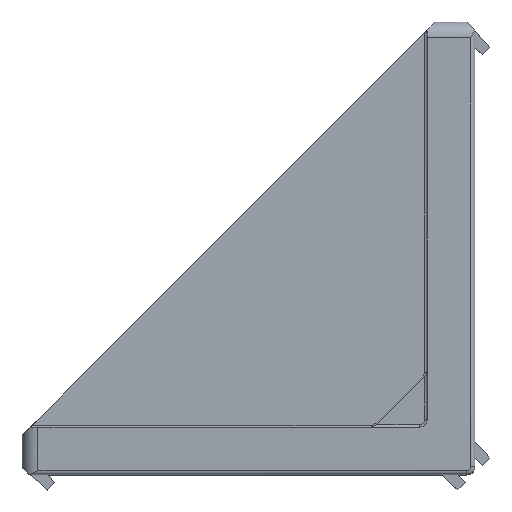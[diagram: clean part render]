
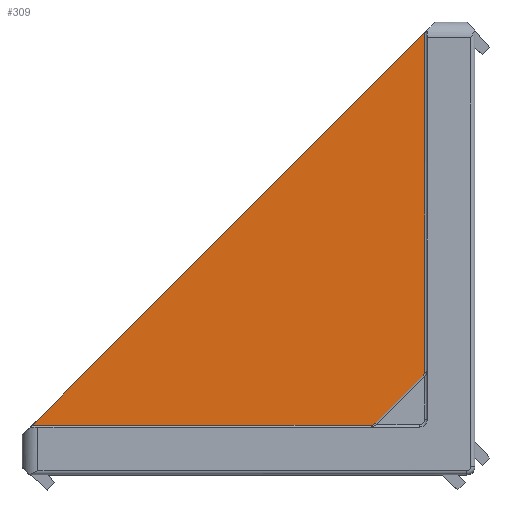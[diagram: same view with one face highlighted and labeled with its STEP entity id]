
A CAD part, top view. The second image highlights one B-rep face of the part: STEP entity #309.
In plain terms, the highlighted planar face has unit normal (-0.012, 0.012, 1).
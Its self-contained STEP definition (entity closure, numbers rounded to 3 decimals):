
#95 = CARTESIAN_POINT ( 'NONE',  ( -6.296, 55.704, -9. ) ) ;
#186 = CARTESIAN_POINT ( 'NONE',  ( -6.296, 6.996, -8.399 ) ) ;
#309 = ADVANCED_FACE ( 'NONE', ( #611 ), #2465, .T. ) ;
#348 = EDGE_LOOP ( 'NONE', ( #2320, #3203, #633, #3781 ) ) ;
#448 = DIRECTION ( 'NONE',  ( 1., 0., 0.012 ) ) ;
#611 = FACE_OUTER_BOUND ( 'NONE', #348, .T. ) ;
#633 = ORIENTED_EDGE ( 'NONE', *, *, #1464, .F. ) ;
#706 = LINE ( 'NONE', #4396, #5259 ) ;
#997 = AXIS2_PLACEMENT_3D ( 'NONE', #4555, #2477, #5035 ) ;
#1453 = DIRECTION ( 'NONE',  ( 0., 1., -0.012 ) ) ;
#1464 = EDGE_CURVE ( 'NONE', #4658, #2403, #4343, .T. ) ;
#1521 = VECTOR ( 'NONE', #1453, 1000. ) ;
#1956 = CARTESIAN_POINT ( 'NONE',  ( -6.996, 6.296, -8.399 ) ) ;
#2003 = VECTOR ( 'NONE', #3515, 1000. ) ;
#2158 = EDGE_CURVE ( 'NONE', #2617, #5294, #4572, .T. ) ;
#2320 = ORIENTED_EDGE ( 'NONE', *, *, #2158, .T. ) ;
#2403 = VERTEX_POINT ( 'NONE', #95 ) ;
#2465 = PLANE ( 'NONE',  #997 ) ;
#2477 = DIRECTION ( 'NONE',  ( -0.012, 0.012, 1. ) ) ;
#2617 = VERTEX_POINT ( 'NONE', #1956 ) ;
#2814 = CARTESIAN_POINT ( 'NONE',  ( -55.704, 6.296, -9. ) ) ;
#3203 = ORIENTED_EDGE ( 'NONE', *, *, #5232, .T. ) ;
#3515 = DIRECTION ( 'NONE',  ( 0.707, 0.707, 0. ) ) ;
#3569 = CARTESIAN_POINT ( 'NONE',  ( -57., 5., -9. ) ) ;
#3781 = ORIENTED_EDGE ( 'NONE', *, *, #4860, .T. ) ;
#4343 = LINE ( 'NONE', #3569, #2003 ) ;
#4396 = CARTESIAN_POINT ( 'NONE',  ( -7., 6.296, -8.399 ) ) ;
#4532 = CARTESIAN_POINT ( 'NONE',  ( -6.296, 56., -9.004 ) ) ;
#4555 = CARTESIAN_POINT ( 'NONE',  ( -57., 5., -9. ) ) ;
#4572 =( BOUNDED_CURVE ( )  B_SPLINE_CURVE ( 3, ( #5375, #5170, #4955, #4934 ),
 .UNSPECIFIED., .F., .F. ) 
 B_SPLINE_CURVE_WITH_KNOTS ( ( 4, 4 ),
 ( 2.356, 3.927 ),
 .UNSPECIFIED. ) 
 CURVE ( )  GEOMETRIC_REPRESENTATION_ITEM ( )  RATIONAL_B_SPLINE_CURVE ( ( 1., 0.805, 0.805, 1. ) ) 
 REPRESENTATION_ITEM ( '' )  );
#4658 = VERTEX_POINT ( 'NONE', #2814 ) ;
#4860 = EDGE_CURVE ( 'NONE', #4658, #2617, #706, .T. ) ;
#4900 = LINE ( 'NONE', #4532, #1521 ) ;
#4934 = CARTESIAN_POINT ( 'NONE',  ( -6.296, 6.996, -8.399 ) ) ;
#4955 = CARTESIAN_POINT ( 'NONE',  ( -6.296, 6.586, -8.394 ) ) ;
#5035 = DIRECTION ( 'NONE',  ( 1., 0., 0.012 ) ) ;
#5170 = CARTESIAN_POINT ( 'NONE',  ( -6.586, 6.296, -8.394 ) ) ;
#5232 = EDGE_CURVE ( 'NONE', #5294, #2403, #4900, .T. ) ;
#5259 = VECTOR ( 'NONE', #448, 1000. ) ;
#5294 = VERTEX_POINT ( 'NONE', #186 ) ;
#5375 = CARTESIAN_POINT ( 'NONE',  ( -6.996, 6.296, -8.399 ) ) ;
